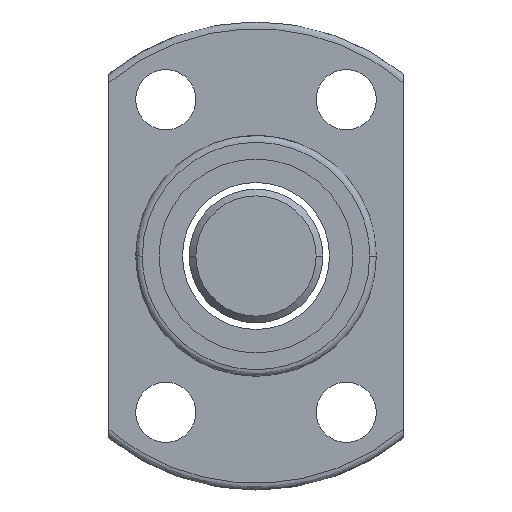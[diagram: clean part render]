
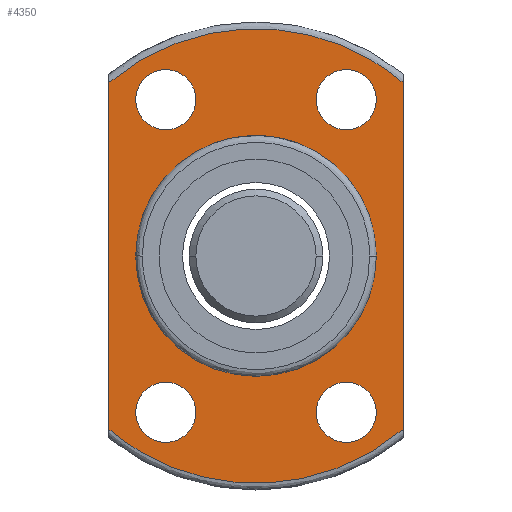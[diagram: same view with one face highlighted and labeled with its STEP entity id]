
A CAD part, left-side view. The second image highlights one B-rep face of the part: STEP entity #4350.
In plain terms, the highlighted planar face has unit normal (-1, 0, 0).
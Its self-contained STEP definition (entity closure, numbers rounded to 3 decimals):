
#74 =( BOUNDED_CURVE ( )  B_SPLINE_CURVE ( 3, ( #8923, #21824, #3423, #1580 ),
 .UNSPECIFIED., .F., .F. ) 
 B_SPLINE_CURVE_WITH_KNOTS ( ( 4, 4 ),
 ( 0., 1. ),
 .UNSPECIFIED. ) 
 CURVE ( )  GEOMETRIC_REPRESENTATION_ITEM ( )  RATIONAL_B_SPLINE_CURVE ( ( 1., 0.842, 0.842, 1. ) ) 
 REPRESENTATION_ITEM ( '' )  );
#160 = ORIENTED_EDGE ( 'NONE', *, *, #1250, .F. ) ;
#649 = VERTEX_POINT ( 'NONE', #8120 ) ;
#914 = DIRECTION ( 'NONE',  ( -1., 0., 0. ) ) ;
#1013 = EDGE_CURVE ( 'NONE', #10349, #5192, #21675, .T. ) ;
#1089 = CIRCLE ( 'NONE', #9742, 2.25 ) ;
#1250 = EDGE_CURVE ( 'NONE', #649, #12903, #20484, .T. ) ;
#1476 = CIRCLE ( 'NONE', #23598, 9. ) ;
#1580 = CARTESIAN_POINT ( 'NONE',  ( -13., 11., -12.961 ) ) ;
#1735 = EDGE_LOOP ( 'NONE', ( #16779, #20158, #10280, #160 ) ) ;
#1886 = LINE ( 'NONE', #12922, #17150 ) ;
#2043 = CARTESIAN_POINT ( 'NONE',  ( -13., 9., 0. ) ) ;
#2230 = DIRECTION ( 'NONE',  ( 0., -1., 0. ) ) ;
#2352 = LINE ( 'NONE', #21689, #2937 ) ;
#2772 = CARTESIAN_POINT ( 'NONE',  ( -13., -4.5, 11.69 ) ) ;
#2828 = CARTESIAN_POINT ( 'NONE',  ( -13., 6.75, -11.69 ) ) ;
#2937 = VECTOR ( 'NONE', #23836, 1000. ) ;
#2952 = VERTEX_POINT ( 'NONE', #15122 ) ;
#2971 = EDGE_CURVE ( 'NONE', #12903, #23616, #1886, .T. ) ;
#3034 = EDGE_CURVE ( 'NONE', #12472, #19211, #20329, .T. ) ;
#3038 = DIRECTION ( 'NONE',  ( 0., -1., 0. ) ) ;
#3343 = DIRECTION ( 'NONE',  ( 0., -1., 0. ) ) ;
#3423 = CARTESIAN_POINT ( 'NONE',  ( -13., 4.357, -18.599 ) ) ;
#3906 = AXIS2_PLACEMENT_3D ( 'NONE', #7747, #5952, #11398 ) ;
#4005 = CIRCLE ( 'NONE', #4920, 2.25 ) ;
#4305 = CARTESIAN_POINT ( 'NONE',  ( -13., -4.5, -11.69 ) ) ;
#4350 = ADVANCED_FACE ( 'NONE', ( #19996, #9874, #5877, #11015, #9601, #16255 ), #19447, .F. ) ;
#4468 = CARTESIAN_POINT ( 'NONE',  ( -13., 13., 0. ) ) ;
#4653 = DIRECTION ( 'NONE',  ( -1., 0., 0. ) ) ;
#4708 = DIRECTION ( 'NONE',  ( 0., -1., 0. ) ) ;
#4920 = AXIS2_PLACEMENT_3D ( 'NONE', #9650, #6035, #2230 ) ;
#4941 = AXIS2_PLACEMENT_3D ( 'NONE', #6519, #914, #13233 ) ;
#5192 = VERTEX_POINT ( 'NONE', #18182 ) ;
#5444 = CIRCLE ( 'NONE', #18839, 2.25 ) ;
#5454 = DIRECTION ( 'NONE',  ( -1., 0., 0. ) ) ;
#5637 = VERTEX_POINT ( 'NONE', #21657 ) ;
#5742 = ORIENTED_EDGE ( 'NONE', *, *, #7113, .F. ) ;
#5877 = FACE_BOUND ( 'NONE', #20911, .T. ) ;
#5952 = DIRECTION ( 'NONE',  ( -1., 0., 0. ) ) ;
#6035 = DIRECTION ( 'NONE',  ( -1., 0., 0. ) ) ;
#6458 = ORIENTED_EDGE ( 'NONE', *, *, #7268, .F. ) ;
#6519 = CARTESIAN_POINT ( 'NONE',  ( -13., -6.75, 11.69 ) ) ;
#6631 = CIRCLE ( 'NONE', #21421, 2.25 ) ;
#7113 = EDGE_CURVE ( 'NONE', #12272, #9964, #18968, .T. ) ;
#7268 = EDGE_CURVE ( 'NONE', #5637, #14548, #11751, .T. ) ;
#7383 = ORIENTED_EDGE ( 'NONE', *, *, #19797, .F. ) ;
#7747 = CARTESIAN_POINT ( 'NONE',  ( -13., -6.75, -11.69 ) ) ;
#8066 = DIRECTION ( 'NONE',  ( 0., 0., -1. ) ) ;
#8120 = CARTESIAN_POINT ( 'NONE',  ( -13., 11., 12.961 ) ) ;
#8632 = CARTESIAN_POINT ( 'NONE',  ( -13., -11., -12.961 ) ) ;
#8907 = CARTESIAN_POINT ( 'NONE',  ( -13., 11., 12.961 ) ) ;
#8923 = CARTESIAN_POINT ( 'NONE',  ( -13., -11., -12.961 ) ) ;
#9099 = CARTESIAN_POINT ( 'NONE',  ( -13., -9., 11.69 ) ) ;
#9601 = FACE_BOUND ( 'NONE', #11087, .T. ) ;
#9650 = CARTESIAN_POINT ( 'NONE',  ( -13., 6.75, 11.69 ) ) ;
#9687 = EDGE_LOOP ( 'NONE', ( #17705, #20478 ) ) ;
#9742 = AXIS2_PLACEMENT_3D ( 'NONE', #2828, #14031, #4708 ) ;
#9874 = FACE_BOUND ( 'NONE', #9687, .T. ) ;
#9964 = VERTEX_POINT ( 'NONE', #2772 ) ;
#10145 = DIRECTION ( 'NONE',  ( -1., 0., 0. ) ) ;
#10280 = ORIENTED_EDGE ( 'NONE', *, *, #2971, .F. ) ;
#10349 = VERTEX_POINT ( 'NONE', #2043 ) ;
#10434 = CARTESIAN_POINT ( 'NONE',  ( -13., 6.75, -11.69 ) ) ;
#10808 = CARTESIAN_POINT ( 'NONE',  ( -13., -11., 12.961 ) ) ;
#11015 = FACE_BOUND ( 'NONE', #20870, .T. ) ;
#11087 = EDGE_LOOP ( 'NONE', ( #6458, #14194 ) ) ;
#11088 = CIRCLE ( 'NONE', #13331, 2.25 ) ;
#11398 = DIRECTION ( 'NONE',  ( 0., -1., 0. ) ) ;
#11751 = CIRCLE ( 'NONE', #18507, 2.25 ) ;
#12272 = VERTEX_POINT ( 'NONE', #9099 ) ;
#12313 = AXIS2_PLACEMENT_3D ( 'NONE', #22613, #5454, #18318 ) ;
#12472 = VERTEX_POINT ( 'NONE', #16883 ) ;
#12903 = VERTEX_POINT ( 'NONE', #13281 ) ;
#12922 = CARTESIAN_POINT ( 'NONE',  ( -13., -11., 0. ) ) ;
#13027 = EDGE_CURVE ( 'NONE', #19211, #12472, #6631, .T. ) ;
#13233 = DIRECTION ( 'NONE',  ( 0., -1., 0. ) ) ;
#13259 = CARTESIAN_POINT ( 'NONE',  ( -13., 9., 11.69 ) ) ;
#13281 = CARTESIAN_POINT ( 'NONE',  ( -13., -11., 12.961 ) ) ;
#13331 = AXIS2_PLACEMENT_3D ( 'NONE', #10434, #14375, #3343 ) ;
#13600 = EDGE_CURVE ( 'NONE', #23616, #2952, #74, .T. ) ;
#13813 = CARTESIAN_POINT ( 'NONE',  ( -13., 0., 0. ) ) ;
#13884 = CARTESIAN_POINT ( 'NONE',  ( -13., 6.75, 11.69 ) ) ;
#14031 = DIRECTION ( 'NONE',  ( -1., 0., 0. ) ) ;
#14194 = ORIENTED_EDGE ( 'NONE', *, *, #18666, .F. ) ;
#14205 = DIRECTION ( 'NONE',  ( 0., -1., 0. ) ) ;
#14345 = VERTEX_POINT ( 'NONE', #21851 ) ;
#14375 = DIRECTION ( 'NONE',  ( -1., 0., 0. ) ) ;
#14548 = VERTEX_POINT ( 'NONE', #13259 ) ;
#15122 = CARTESIAN_POINT ( 'NONE',  ( -13., 11., -12.961 ) ) ;
#15491 = EDGE_CURVE ( 'NONE', #20787, #14345, #11088, .T. ) ;
#15931 = DIRECTION ( 'NONE',  ( -1., 0., 0. ) ) ;
#16158 = ORIENTED_EDGE ( 'NONE', *, *, #1013, .F. ) ;
#16255 = FACE_BOUND ( 'NONE', #18361, .T. ) ;
#16286 = ORIENTED_EDGE ( 'NONE', *, *, #17350, .F. ) ;
#16666 = EDGE_CURVE ( 'NONE', #2952, #649, #2352, .T. ) ;
#16779 = ORIENTED_EDGE ( 'NONE', *, *, #16666, .F. ) ;
#16883 = CARTESIAN_POINT ( 'NONE',  ( -13., -9., -11.69 ) ) ;
#17150 = VECTOR ( 'NONE', #8066, 1000. ) ;
#17350 = EDGE_CURVE ( 'NONE', #5192, #10349, #1476, .T. ) ;
#17705 = ORIENTED_EDGE ( 'NONE', *, *, #15491, .F. ) ;
#18064 = CARTESIAN_POINT ( 'NONE',  ( -13., 4.357, 18.599 ) ) ;
#18182 = CARTESIAN_POINT ( 'NONE',  ( -13., -9., 0. ) ) ;
#18318 = DIRECTION ( 'NONE',  ( 0., -1., 0. ) ) ;
#18361 = EDGE_LOOP ( 'NONE', ( #16286, #16158 ) ) ;
#18507 = AXIS2_PLACEMENT_3D ( 'NONE', #13884, #21310, #14205 ) ;
#18666 = EDGE_CURVE ( 'NONE', #14548, #5637, #4005, .T. ) ;
#18839 = AXIS2_PLACEMENT_3D ( 'NONE', #21189, #15931, #3038 ) ;
#18968 = CIRCLE ( 'NONE', #4941, 2.25 ) ;
#19211 = VERTEX_POINT ( 'NONE', #4305 ) ;
#19257 = EDGE_CURVE ( 'NONE', #14345, #20787, #1089, .T. ) ;
#19363 = DIRECTION ( 'NONE',  ( 1., 0., 0. ) ) ;
#19428 = CARTESIAN_POINT ( 'NONE',  ( -13., 4.5, -11.69 ) ) ;
#19447 = PLANE ( 'NONE',  #21390 ) ;
#19785 = CARTESIAN_POINT ( 'NONE',  ( -13., -4.357, 18.599 ) ) ;
#19797 = EDGE_CURVE ( 'NONE', #9964, #12272, #5444, .T. ) ;
#19996 = FACE_OUTER_BOUND ( 'NONE', #1735, .T. ) ;
#20158 = ORIENTED_EDGE ( 'NONE', *, *, #13600, .F. ) ;
#20329 = CIRCLE ( 'NONE', #3906, 2.25 ) ;
#20478 = ORIENTED_EDGE ( 'NONE', *, *, #19257, .F. ) ;
#20484 =( BOUNDED_CURVE ( )  B_SPLINE_CURVE ( 3, ( #8907, #18064, #19785, #10808 ),
 .UNSPECIFIED., .F., .F. ) 
 B_SPLINE_CURVE_WITH_KNOTS ( ( 4, 4 ),
 ( 0., 1. ),
 .UNSPECIFIED. ) 
 CURVE ( )  GEOMETRIC_REPRESENTATION_ITEM ( )  RATIONAL_B_SPLINE_CURVE ( ( 1., 0.842, 0.842, 1. ) ) 
 REPRESENTATION_ITEM ( '' )  );
#20787 = VERTEX_POINT ( 'NONE', #19428 ) ;
#20870 = EDGE_LOOP ( 'NONE', ( #5742, #7383 ) ) ;
#20911 = EDGE_LOOP ( 'NONE', ( #23503, #21049 ) ) ;
#21049 = ORIENTED_EDGE ( 'NONE', *, *, #13027, .F. ) ;
#21061 = DIRECTION ( 'NONE',  ( 0., 1., 0. ) ) ;
#21189 = CARTESIAN_POINT ( 'NONE',  ( -13., -6.75, 11.69 ) ) ;
#21203 = CARTESIAN_POINT ( 'NONE',  ( -13., -6.75, -11.69 ) ) ;
#21310 = DIRECTION ( 'NONE',  ( -1., 0., 0. ) ) ;
#21390 = AXIS2_PLACEMENT_3D ( 'NONE', #4468, #19363, #21061 ) ;
#21421 = AXIS2_PLACEMENT_3D ( 'NONE', #21203, #10145, #23058 ) ;
#21657 = CARTESIAN_POINT ( 'NONE',  ( -13., 4.5, 11.69 ) ) ;
#21675 = CIRCLE ( 'NONE', #12313, 9. ) ;
#21689 = CARTESIAN_POINT ( 'NONE',  ( -13., 11., 0. ) ) ;
#21824 = CARTESIAN_POINT ( 'NONE',  ( -13., -4.357, -18.599 ) ) ;
#21851 = CARTESIAN_POINT ( 'NONE',  ( -13., 9., -11.69 ) ) ;
#22613 = CARTESIAN_POINT ( 'NONE',  ( -13., 0., 0. ) ) ;
#23058 = DIRECTION ( 'NONE',  ( 0., -1., 0. ) ) ;
#23108 = DIRECTION ( 'NONE',  ( 0., -1., 0. ) ) ;
#23503 = ORIENTED_EDGE ( 'NONE', *, *, #3034, .F. ) ;
#23598 = AXIS2_PLACEMENT_3D ( 'NONE', #13813, #4653, #23108 ) ;
#23616 = VERTEX_POINT ( 'NONE', #8632 ) ;
#23836 = DIRECTION ( 'NONE',  ( 0., 0., 1. ) ) ;
